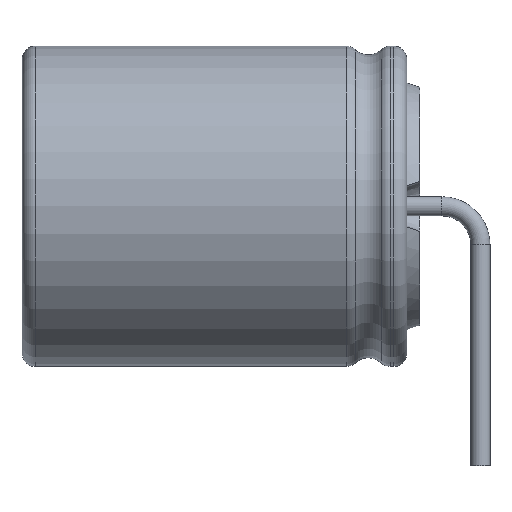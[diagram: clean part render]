
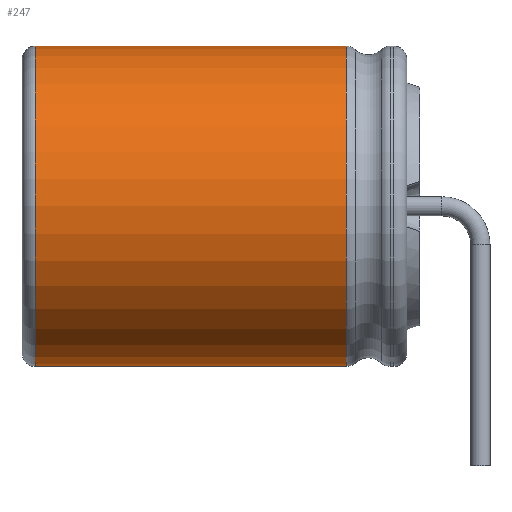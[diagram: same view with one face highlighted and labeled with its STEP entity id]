
A CAD part, front view. The second image highlights one B-rep face of the part: STEP entity #247.
In plain terms, the highlighted cylindrical face has radius 5 mm (diameter 10 mm), a partial arc.
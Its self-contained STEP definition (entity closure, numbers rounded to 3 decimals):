
#247=ADVANCED_FACE('',(#785),#787,.T.);
#785=FACE_BOUND('',#786,.T.);
#786=EDGE_LOOP('',(#1235,#1236,#1237,#1238));
#787=CYLINDRICAL_SURFACE('',#788,5.);
#788=AXIS2_PLACEMENT_3D('',#789,#790,#791);
#789=CARTESIAN_POINT('',(-4.182,0.,5.1));
#790=DIRECTION('',(-1.,0.,0.));
#791=DIRECTION('',(0.,0.94,-0.342));
#1235=ORIENTED_EDGE('',*,*,#1482,.F.);
#1236=ORIENTED_EDGE('',*,*,#1498,.F.);
#1237=ORIENTED_EDGE('',*,*,#1457,.F.);
#1238=ORIENTED_EDGE('',*,*,#1497,.T.);
#1457=EDGE_CURVE('',#1639,#1641,#1642,.T.);
#1482=EDGE_CURVE('',#1686,#1688,#1689,.F.);
#1497=EDGE_CURVE('',#1639,#1688,#1710,.T.);
#1498=EDGE_CURVE('',#1641,#1686,#1711,.T.);
#1639=VERTEX_POINT('',#1984);
#1641=VERTEX_POINT('',#1989);
#1642=LINE('',#1990,#1991);
#1686=VERTEX_POINT('',#2094);
#1688=VERTEX_POINT('',#2099);
#1689=LINE('',#2100,#2101);
#1710=CIRCLE('',#2163,5.);
#1711=CIRCLE('',#2167,5.);
#1984=CARTESIAN_POINT('',(-4.182,4.698,3.39));
#1989=CARTESIAN_POINT('',(-13.9,4.698,3.39));
#1990=CARTESIAN_POINT('',(-4.182,4.698,3.39));
#1991=VECTOR('',#1992,1.);
#1992=DIRECTION('',(-1.,0.,0.));
#2094=CARTESIAN_POINT('',(-13.9,4.698,6.81));
#2099=CARTESIAN_POINT('',(-4.182,4.698,6.81));
#2100=CARTESIAN_POINT('',(-4.182,4.698,6.81));
#2101=VECTOR('',#2102,1.);
#2102=DIRECTION('',(-1.,0.,0.));
#2163=AXIS2_PLACEMENT_3D('',#2164,#2165,#2166);
#2164=CARTESIAN_POINT('',(-4.182,0.,5.1));
#2165=DIRECTION('',(-1.,0.,0.));
#2166=DIRECTION('',(0.,0.94,-0.342));
#2167=AXIS2_PLACEMENT_3D('',#2168,#2169,#2170);
#2168=CARTESIAN_POINT('',(-13.9,0.,5.1));
#2169=DIRECTION('',(-1.,0.,0.));
#2170=DIRECTION('',(0.,0.94,-0.342));
